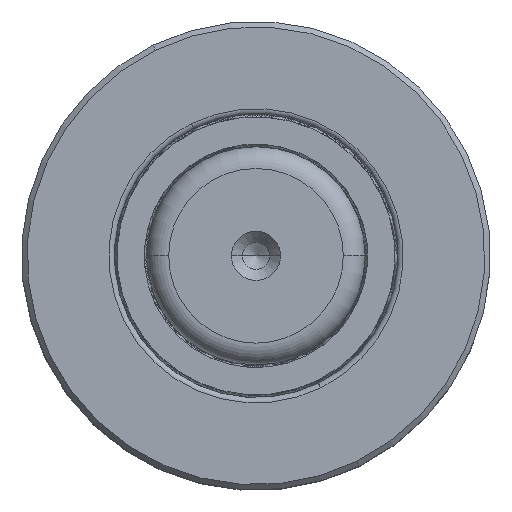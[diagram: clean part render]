
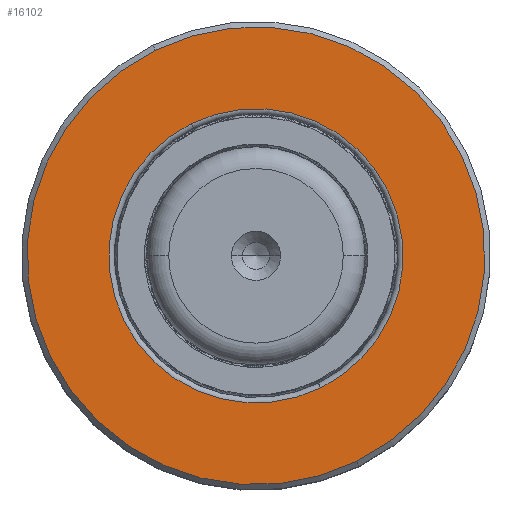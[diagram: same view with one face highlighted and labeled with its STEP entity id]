
A CAD part, top view. The second image highlights one B-rep face of the part: STEP entity #16102.
In plain terms, the highlighted face is planar.
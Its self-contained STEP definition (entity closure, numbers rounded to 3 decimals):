
#541 = ORIENTED_EDGE ( 'NONE', *, *, #6378, .T. ) ;
#1226 = FACE_BOUND ( 'NONE', #15472, .T. ) ;
#1727 = DIRECTION ( 'NONE',  ( 0., 0., -1. ) ) ;
#2077 = EDGE_CURVE ( 'NONE', #17565, #32902, #16333, .T. ) ;
#2272 = ORIENTED_EDGE ( 'NONE', *, *, #34743, .F. ) ;
#3483 = FACE_OUTER_BOUND ( 'NONE', #35585, .T. ) ;
#4371 = CARTESIAN_POINT ( 'NONE',  ( 0., 10.687, 0. ) ) ;
#5881 = DIRECTION ( 'NONE',  ( 0., 0., -1. ) ) ;
#6378 = EDGE_CURVE ( 'NONE', #32902, #17565, #26357, .T. ) ;
#6607 = PLANE ( 'NONE',  #21397 ) ;
#7304 = DIRECTION ( 'NONE',  ( 0., -1., 0. ) ) ;
#7443 = CARTESIAN_POINT ( 'NONE',  ( 0., 10.687, -13.5 ) ) ;
#8667 = ORIENTED_EDGE ( 'NONE', *, *, #37198, .F. ) ;
#9085 = AXIS2_PLACEMENT_3D ( 'NONE', #32380, #15014, #5881 ) ;
#11471 = AXIS2_PLACEMENT_3D ( 'NONE', #4371, #7304, #1727 ) ;
#12045 = AXIS2_PLACEMENT_3D ( 'NONE', #20001, #31416, #22296 ) ;
#12409 = CARTESIAN_POINT ( 'NONE',  ( 0., 10.687, 21. ) ) ;
#13356 = ORIENTED_EDGE ( 'NONE', *, *, #2077, .T. ) ;
#14327 = CARTESIAN_POINT ( 'NONE',  ( 0., 10.687, -21. ) ) ;
#14720 = AXIS2_PLACEMENT_3D ( 'NONE', #24210, #21166, #35616 ) ;
#15014 = DIRECTION ( 'NONE',  ( 0., -1., 0. ) ) ;
#15472 = EDGE_LOOP ( 'NONE', ( #13356, #541 ) ) ;
#15475 = DIRECTION ( 'NONE',  ( 0., 1., 0. ) ) ;
#15772 = CIRCLE ( 'NONE', #14720, 21. ) ;
#16102 = ADVANCED_FACE ( 'NONE', ( #1226, #3483 ), #6607, .T. ) ;
#16333 = CIRCLE ( 'NONE', #11471, 13.5 ) ;
#17565 = VERTEX_POINT ( 'NONE', #7443 ) ;
#19268 = CARTESIAN_POINT ( 'NONE',  ( 0., 10.687, 13.5 ) ) ;
#20001 = CARTESIAN_POINT ( 'NONE',  ( 0., 10.687, 0. ) ) ;
#21166 = DIRECTION ( 'NONE',  ( 0., -1., 0. ) ) ;
#21397 = AXIS2_PLACEMENT_3D ( 'NONE', #27009, #15475, #24220 ) ;
#22296 = DIRECTION ( 'NONE',  ( 0., 0., -1. ) ) ;
#24210 = CARTESIAN_POINT ( 'NONE',  ( 0., 10.687, 0. ) ) ;
#24220 = DIRECTION ( 'NONE',  ( 0., 0., 1. ) ) ;
#26357 = CIRCLE ( 'NONE', #9085, 13.5 ) ;
#27009 = CARTESIAN_POINT ( 'NONE',  ( 21., 10.687, 0. ) ) ;
#29510 = VERTEX_POINT ( 'NONE', #14327 ) ;
#30307 = CIRCLE ( 'NONE', #12045, 21. ) ;
#30974 = VERTEX_POINT ( 'NONE', #12409 ) ;
#31416 = DIRECTION ( 'NONE',  ( 0., -1., 0. ) ) ;
#32380 = CARTESIAN_POINT ( 'NONE',  ( 0., 10.687, 0. ) ) ;
#32902 = VERTEX_POINT ( 'NONE', #19268 ) ;
#34743 = EDGE_CURVE ( 'NONE', #30974, #29510, #30307, .T. ) ;
#35585 = EDGE_LOOP ( 'NONE', ( #8667, #2272 ) ) ;
#35616 = DIRECTION ( 'NONE',  ( 0., 0., -1. ) ) ;
#37198 = EDGE_CURVE ( 'NONE', #29510, #30974, #15772, .T. ) ;
